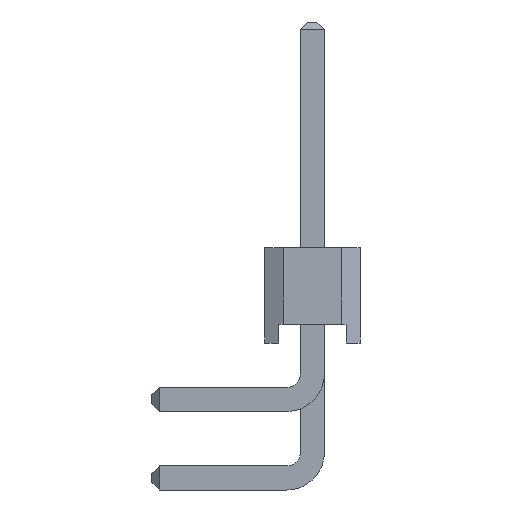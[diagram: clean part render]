
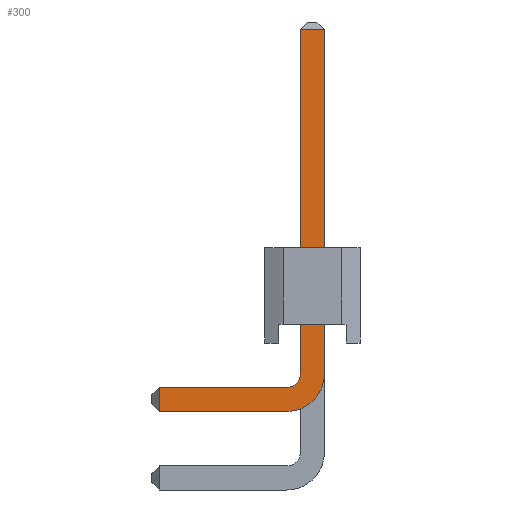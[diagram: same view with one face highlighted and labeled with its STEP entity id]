
A CAD part, left-side view. The second image highlights one B-rep face of the part: STEP entity #300.
In plain terms, the highlighted planar face has unit normal (-1, 0, 0).
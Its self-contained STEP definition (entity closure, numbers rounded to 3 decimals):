
#300 = ADVANCED_FACE( '', ( #797 ), #798, .T. );
#797 = FACE_OUTER_BOUND( '', #1519, .T. );
#798 = PLANE( '', #1520 );
#1519 = EDGE_LOOP( '', ( #2385, #2386, #2387, #2388, #2389, #2390, #2391, #2392 ) );
#1520 = AXIS2_PLACEMENT_3D( '', #2393, #2394, #2395 );
#2385 = ORIENTED_EDGE( '', *, *, #4447, .F. );
#2386 = ORIENTED_EDGE( '', *, *, #4448, .T. );
#2387 = ORIENTED_EDGE( '', *, *, #4449, .F. );
#2388 = ORIENTED_EDGE( '', *, *, #4450, .F. );
#2389 = ORIENTED_EDGE( '', *, *, #4451, .F. );
#2390 = ORIENTED_EDGE( '', *, *, #4452, .T. );
#2391 = ORIENTED_EDGE( '', *, *, #4386, .F. );
#2392 = ORIENTED_EDGE( '', *, *, #4453, .F. );
#2393 = CARTESIAN_POINT( '', ( -0.32, 0.68, -4.18 ) );
#2394 = DIRECTION( '', ( -1., 0., 0. ) );
#2395 = DIRECTION( '', ( 0., 0., 1. ) );
#4386 = EDGE_CURVE( '', #5294, #5295, #5296, .T. );
#4447 = EDGE_CURVE( '', #5402, #5403, #5404, .T. );
#4448 = EDGE_CURVE( '', #5402, #5405, #5406, .T. );
#4449 = EDGE_CURVE( '', #5407, #5405, #5408, .T. );
#4450 = EDGE_CURVE( '', #5409, #5407, #5410, .T. );
#4451 = EDGE_CURVE( '', #5411, #5409, #5412, .T. );
#4452 = EDGE_CURVE( '', #5411, #5295, #5413, .T. );
#4453 = EDGE_CURVE( '', #5403, #5294, #5414, .T. );
#5294 = VERTEX_POINT( '', #6624 );
#5295 = VERTEX_POINT( '', #6625 );
#5296 = LINE( '', #6626, #6627 );
#5402 = VERTEX_POINT( '', #6782 );
#5403 = VERTEX_POINT( '', #6783 );
#5404 = LINE( '', #6784, #6785 );
#5405 = VERTEX_POINT( '', #6786 );
#5406 = LINE( '', #6787, #6788 );
#5407 = VERTEX_POINT( '', #6789 );
#5408 = LINE( '', #6790, #6791 );
#5409 = VERTEX_POINT( '', #6792 );
#5410 = CIRCLE( '', #6793, 1. );
#5411 = VERTEX_POINT( '', #6794 );
#5412 = LINE( '', #6795, #6796 );
#5413 = LINE( '', #6797, #6798 );
#5414 = CIRCLE( '', #6799, 0.36 );
#6624 = CARTESIAN_POINT( '', ( -0.32, 0.32, -4.18 ) );
#6625 = CARTESIAN_POINT( '', ( -0.32, 0.32, 4.98 ) );
#6626 = CARTESIAN_POINT( '', ( -0.32, 0.32, -4.18 ) );
#6627 = VECTOR( '', #8398, 1000. );
#6782 = CARTESIAN_POINT( '', ( -0.32, 4.07, -4.54 ) );
#6783 = CARTESIAN_POINT( '', ( -0.32, 0.68, -4.54 ) );
#6784 = CARTESIAN_POINT( '', ( -0.32, 4.27, -4.54 ) );
#6785 = VECTOR( '', #8448, 1000. );
#6786 = CARTESIAN_POINT( '', ( -0.32, 4.07, -5.18 ) );
#6787 = CARTESIAN_POINT( '', ( -0.32, 4.07, -5.18 ) );
#6788 = VECTOR( '', #8449, 1000. );
#6789 = CARTESIAN_POINT( '', ( -0.32, 0.68, -5.18 ) );
#6790 = CARTESIAN_POINT( '', ( -0.32, 4.27, -5.18 ) );
#6791 = VECTOR( '', #8450, 1000. );
#6792 = CARTESIAN_POINT( '', ( -0.32, -0.32, -4.18 ) );
#6793 = AXIS2_PLACEMENT_3D( '', #8451, #8452, #8453 );
#6794 = CARTESIAN_POINT( '', ( -0.32, -0.32, 4.98 ) );
#6795 = CARTESIAN_POINT( '', ( -0.32, -0.32, -4.18 ) );
#6796 = VECTOR( '', #8454, 1000. );
#6797 = CARTESIAN_POINT( '', ( -0.32, 0.32, 4.98 ) );
#6798 = VECTOR( '', #8455, 1000. );
#6799 = AXIS2_PLACEMENT_3D( '', #8456, #8457, #8458 );
#8398 = DIRECTION( '', ( 0., 0., 1. ) );
#8448 = DIRECTION( '', ( 0., -1., 0. ) );
#8449 = DIRECTION( '', ( 0., 0., -1. ) );
#8450 = DIRECTION( '', ( 0., 1., 0. ) );
#8451 = CARTESIAN_POINT( '', ( -0.32, 0.68, -4.18 ) );
#8452 = DIRECTION( '', ( 1., 0., 0. ) );
#8453 = DIRECTION( '', ( 0., 1., 0. ) );
#8454 = DIRECTION( '', ( 0., 0., -1. ) );
#8455 = DIRECTION( '', ( 0., 1., 0. ) );
#8456 = CARTESIAN_POINT( '', ( -0.32, 0.68, -4.18 ) );
#8457 = DIRECTION( '', ( -1., 0., 0. ) );
#8458 = DIRECTION( '', ( 0., 1., 0. ) );
